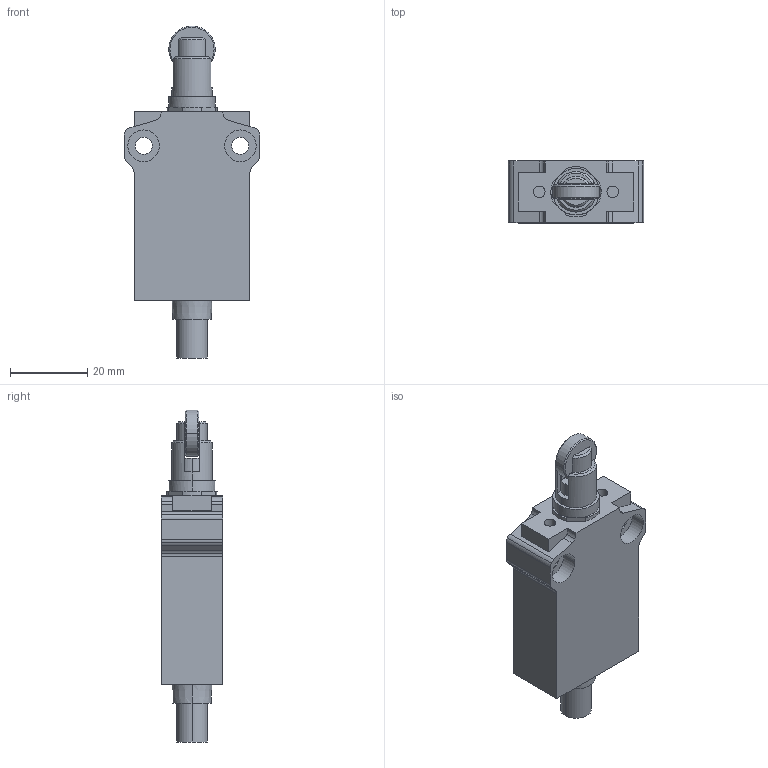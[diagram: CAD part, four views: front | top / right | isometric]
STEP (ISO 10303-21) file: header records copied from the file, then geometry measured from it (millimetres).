
FILE_DESCRIPTION (( 'STEP AP214' ), '1' );
FILE_NAME ('AEM2G12Z11-HF1.step', '2019-09-05T21:11:47', ( '' ), ( '' ), 'SwSTEP 2.0', 'SolidWorks 2018', '' );
FILE_SCHEMA (( 'AUTOMOTIVE_DESIGN' ));
Length unit declared in the file: inch
Products named in the file (1): AEM2G12Z11-HF1
Bounding box: 35 x 16 x 85.9 mm (x, y, z)
Surface area: 8969.7 mm2 (no closed solid volume)
Topology: 0 solids, 4 shells, 144 faces, 369 edges, 243 vertices
Faces by surface type: cylinder 65, plane 64, cone 15
Entity records: 6350 total; most frequent: DIRECTION 812, CARTESIAN_POINT 789, ORIENTED_EDGE 733, EDGE_CURVE 369, AXIS2_PLACEMENT_3D 314, VERTEX_POINT 243, VECTOR 184, LINE 184
